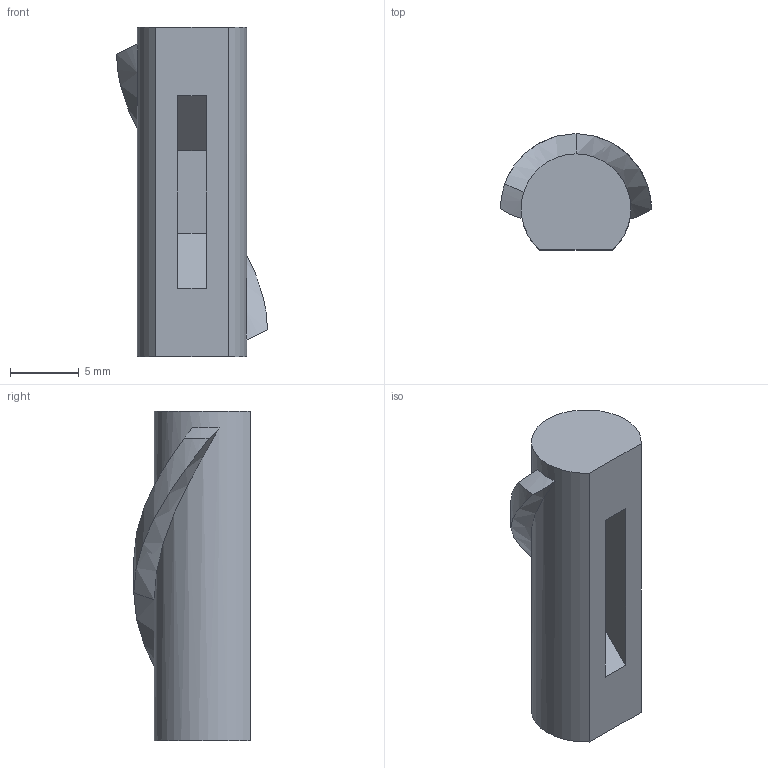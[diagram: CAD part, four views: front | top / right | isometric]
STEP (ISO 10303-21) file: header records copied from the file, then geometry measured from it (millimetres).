
FILE_DESCRIPTION(/* description */ (''),/* implementation_level */ '2;1');
FILE_NAME(/* name */ 'SwitchLeverUnit_Roller.stp',/* time_stamp */ '2025-03-15T21:25:59+09:00',/* author */ ('kumagai'),/* organization */ (''),/* preprocessor_version */ 'ST-DEVELOPER v20',/* originating_system */ 'Autodesk Inventor 2025',/* authorisation */ '');
FILE_SCHEMA (('AUTOMOTIVE_DESIGN { 1 0 10303 214 3 1 1 }'));
Length unit declared in the file: millimetre
Products named in the file (1): SwitchLeverUnit_Roller
Bounding box: 11 x 8.5 x 24 mm (x, y, z)
Volume: 1096 mm3; surface area: 849.6 mm2
Topology: 1 solids, 1 shells, 16 faces, 60 edges, 78 vertices
Faces by surface type: plane 8, bspline 4, cone 2, cylinder 2
Entity records: 738 total; most frequent: CARTESIAN_POINT 297, ORIENTED_EDGE 72, DIRECTION 56, EDGE_CURVE 36, STYLED_ITEM 25, POLYLINE 24, VERTEX_POINT 24, AXIS2_PLACEMENT_3D 19
